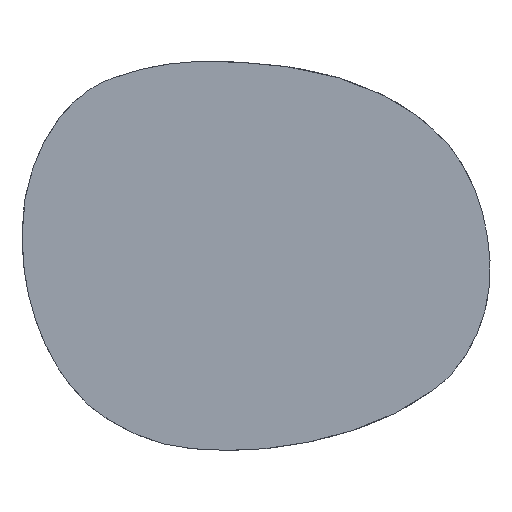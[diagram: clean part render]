
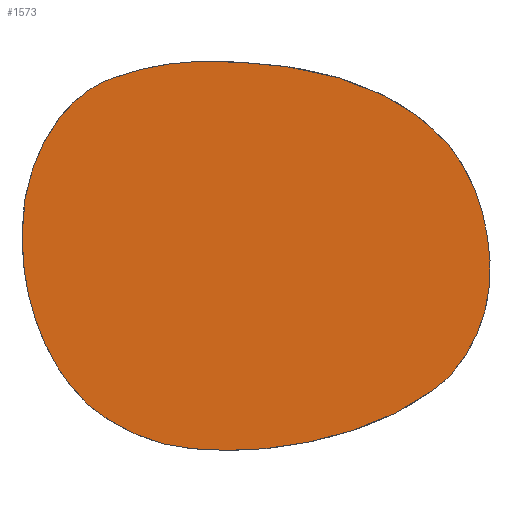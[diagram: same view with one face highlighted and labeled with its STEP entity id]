
A CAD part, front view. The second image highlights one B-rep face of the part: STEP entity #1573.
In plain terms, the highlighted face is planar.
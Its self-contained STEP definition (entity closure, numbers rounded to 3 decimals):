
#485=FACE_OUTER_BOUND('',#588,.T.);
#588=EDGE_LOOP('',(#1391,#1392,#1393,#1394,#1395,#1396,#1397));
#643=B_SPLINE_CURVE_WITH_KNOTS('',3,(#10874,#10875,#10876,#10877,#10878,
#10879,#10880),.UNSPECIFIED.,.F.,.F.,(4,1,1,1,4),(0.,0.236,0.482,
0.736,1.),.UNSPECIFIED.);
#644=B_SPLINE_CURVE_WITH_KNOTS('',3,(#10882,#10883,#10884,#10885,#10886,
#10887,#10888,#10889,#10890,#10891),.UNSPECIFIED.,.F.,.F.,(4,1,1,1,1,1,
1,4),(0.,0.125,0.256,0.393,0.536,
0.685,0.839,1.),.UNSPECIFIED.);
#645=B_SPLINE_CURVE_WITH_KNOTS('',3,(#10893,#10894,#10895,#10896,#10897,
#10898,#10899,#10900,#10901,#10902,#10903,#10904,#10905,#10906,#10907,#10908,
#10909,#10910,#10911,#10912,#10913,#10914,#10915,#10916,#10917,#10918),
 .UNSPECIFIED.,.F.,.F.,(4,1,1,1,1,1,1,1,1,1,1,1,1,1,1,1,1,1,1,1,1,1,1,4),
(0.,0.039,0.079,0.121,0.165,0.213,
0.265,0.321,0.379,0.432,0.481,
0.527,0.571,0.613,0.653,0.694,
0.736,0.779,0.82,0.859,0.895,
0.931,0.965,1.),.UNSPECIFIED.);
#646=B_SPLINE_CURVE_WITH_KNOTS('',3,(#10920,#10921,#10922,#10923,#10924,
#10925,#10926,#10927,#10928),.UNSPECIFIED.,.F.,.F.,(4,1,1,1,1,1,4),(0.,
0.195,0.379,0.551,0.712,0.862,
1.),.UNSPECIFIED.);
#647=B_SPLINE_CURVE_WITH_KNOTS('',3,(#10930,#10931,#10932,#10933,#10934,
#10935),.UNSPECIFIED.,.F.,.F.,(4,1,1,4),(0.,0.314,0.648,
1.),.UNSPECIFIED.);
#648=B_SPLINE_CURVE_WITH_KNOTS('',3,(#10937,#10938,#10939,#10940,#10941,
#10942),.UNSPECIFIED.,.F.,.F.,(4,1,1,4),(0.,0.341,0.675,
1.),.UNSPECIFIED.);
#649=B_SPLINE_CURVE_WITH_KNOTS('',3,(#10943,#10944,#10945,#10946,#10947,
#10948,#10949,#10950,#10951,#10952,#10953,#10954,#10955,#10956,#10957,#10958,
#10959,#10960,#10961,#10962,#10963,#10964,#10965,#10966,#10967,#10968,#10969,
#10970,#10971,#10972,#10973,#10974,#10975,#10976,#10977),.UNSPECIFIED.,
 .F.,.F.,(4,1,1,1,1,1,1,1,1,1,1,1,1,1,1,1,1,1,1,1,1,1,1,1,1,1,1,1,1,1,1,
1,4),(0.,0.026,0.053,0.082,0.112,
0.145,0.178,0.213,0.248,0.285,
0.322,0.361,0.399,0.438,0.477,
0.516,0.554,0.59,0.627,0.66,
0.693,0.724,0.755,0.783,0.811,
0.837,0.862,0.886,0.91,0.933,
0.956,0.978,1.),.UNSPECIFIED.);
#784=VERTEX_POINT('',#10872);
#785=VERTEX_POINT('',#10873);
#786=VERTEX_POINT('',#10881);
#787=VERTEX_POINT('',#10892);
#788=VERTEX_POINT('',#10919);
#789=VERTEX_POINT('',#10929);
#790=VERTEX_POINT('',#10936);
#992=EDGE_CURVE('',#784,#785,#643,.T.);
#993=EDGE_CURVE('',#786,#784,#644,.T.);
#994=EDGE_CURVE('',#787,#786,#645,.T.);
#995=EDGE_CURVE('',#788,#787,#646,.T.);
#996=EDGE_CURVE('',#789,#788,#647,.T.);
#997=EDGE_CURVE('',#790,#789,#648,.T.);
#998=EDGE_CURVE('',#785,#790,#649,.T.);
#1391=ORIENTED_EDGE('',*,*,#992,.F.);
#1392=ORIENTED_EDGE('',*,*,#993,.F.);
#1393=ORIENTED_EDGE('',*,*,#994,.F.);
#1394=ORIENTED_EDGE('',*,*,#995,.F.);
#1395=ORIENTED_EDGE('',*,*,#996,.F.);
#1396=ORIENTED_EDGE('',*,*,#997,.F.);
#1397=ORIENTED_EDGE('',*,*,#998,.F.);
#1490=PLANE('',#1795);
#1573=ADVANCED_FACE('',(#485),#1490,.F.);
#1795=AXIS2_PLACEMENT_3D('',#10871,#2152,#2153);
#2152=DIRECTION('center_axis',(0.,-1.,0.));
#2153=DIRECTION('ref_axis',(1.,0.,0.));
#10871=CARTESIAN_POINT('Origin',(0.,0.,0.));
#10872=CARTESIAN_POINT('',(87.975,0.,87.41));
#10873=CARTESIAN_POINT('',(74.496,0.,126.485));
#10874=CARTESIAN_POINT('Ctrl Pts',(87.975,0.,87.41));
#10875=CARTESIAN_POINT('Ctrl Pts',(87.681,0.,90.679));
#10876=CARTESIAN_POINT('Ctrl Pts',(86.683,0.,97.315));
#10877=CARTESIAN_POINT('Ctrl Pts',(83.949,0.,107.2));
#10878=CARTESIAN_POINT('Ctrl Pts',(79.905,0.,117.041));
#10879=CARTESIAN_POINT('Ctrl Pts',(76.426,0.,123.369));
#10880=CARTESIAN_POINT('Ctrl Pts',(74.496,0.,126.485));
#10881=CARTESIAN_POINT('',(60.444,0.,-26.63));
#10882=CARTESIAN_POINT('Ctrl Pts',(60.444,0.,-26.63));
#10883=CARTESIAN_POINT('Ctrl Pts',(63.374,0.,-22.593));
#10884=CARTESIAN_POINT('Ctrl Pts',(68.839,0.,-13.929));
#10885=CARTESIAN_POINT('Ctrl Pts',(75.576,0.,0.261));
#10886=CARTESIAN_POINT('Ctrl Pts',(80.964,0.,15.757));
#10887=CARTESIAN_POINT('Ctrl Pts',(85.215,0.,32.33));
#10888=CARTESIAN_POINT('Ctrl Pts',(87.974,0.,49.939));
#10889=CARTESIAN_POINT('Ctrl Pts',(89.063,0.,68.439));
#10890=CARTESIAN_POINT('Ctrl Pts',(88.55,0.,81.029));
#10891=CARTESIAN_POINT('Ctrl Pts',(87.975,0.,87.41));
#10892=CARTESIAN_POINT('',(-55.242,0.,-34.309));
#10893=CARTESIAN_POINT('Ctrl Pts',(-55.242,0.,-34.309));
#10894=CARTESIAN_POINT('Ctrl Pts',(-53.976,0.,-35.381));
#10895=CARTESIAN_POINT('Ctrl Pts',(-51.312,0.,-37.466));
#10896=CARTESIAN_POINT('Ctrl Pts',(-47.007,0.,-40.351));
#10897=CARTESIAN_POINT('Ctrl Pts',(-42.288,0.,-43.034));
#10898=CARTESIAN_POINT('Ctrl Pts',(-37.098,0.,-45.511));
#10899=CARTESIAN_POINT('Ctrl Pts',(-31.357,0.,-47.768));
#10900=CARTESIAN_POINT('Ctrl Pts',(-24.989,0.,-49.78));
#10901=CARTESIAN_POINT('Ctrl Pts',(-18.093,0.,-51.467));
#10902=CARTESIAN_POINT('Ctrl Pts',(-11.048,0.,-52.733));
#10903=CARTESIAN_POINT('Ctrl Pts',(-4.249,0.,-53.513));
#10904=CARTESIAN_POINT('Ctrl Pts',(2.103,0.,-53.799));
#10905=CARTESIAN_POINT('Ctrl Pts',(8.054,0.,-53.655));
#10906=CARTESIAN_POINT('Ctrl Pts',(13.667,0.,-53.121));
#10907=CARTESIAN_POINT('Ctrl Pts',(18.986,0.,-52.223));
#10908=CARTESIAN_POINT('Ctrl Pts',(24.096,0.,-50.959));
#10909=CARTESIAN_POINT('Ctrl Pts',(29.123,0.,-49.333));
#10910=CARTESIAN_POINT('Ctrl Pts',(34.132,0.,-47.321));
#10911=CARTESIAN_POINT('Ctrl Pts',(39.006,0.,-44.952));
#10912=CARTESIAN_POINT('Ctrl Pts',(43.555,0.,-42.331));
#10913=CARTESIAN_POINT('Ctrl Pts',(47.658,0.,-39.541));
#10914=CARTESIAN_POINT('Ctrl Pts',(51.346,0.,-36.596));
#10915=CARTESIAN_POINT('Ctrl Pts',(54.695,0.,-33.477));
#10916=CARTESIAN_POINT('Ctrl Pts',(57.736,0.,-30.167));
#10917=CARTESIAN_POINT('Ctrl Pts',(59.575,0.,-27.828));
#10918=CARTESIAN_POINT('Ctrl Pts',(60.444,0.,-26.63));
#10919=CARTESIAN_POINT('',(-92.699,0.,42.385));
#10920=CARTESIAN_POINT('Ctrl Pts',(-92.699,0.,42.385));
#10921=CARTESIAN_POINT('Ctrl Pts',(-91.959,0.,36.756));
#10922=CARTESIAN_POINT('Ctrl Pts',(-89.95,0.,25.892));
#10923=CARTESIAN_POINT('Ctrl Pts',(-85.279,0.,10.527));
#10924=CARTESIAN_POINT('Ctrl Pts',(-79.416,0.,-3.353));
#10925=CARTESIAN_POINT('Ctrl Pts',(-72.381,0.,-15.558));
#10926=CARTESIAN_POINT('Ctrl Pts',(-64.33,0.,-25.876));
#10927=CARTESIAN_POINT('Ctrl Pts',(-58.306,0.,-31.718));
#10928=CARTESIAN_POINT('Ctrl Pts',(-55.242,0.,-34.309));
#10929=CARTESIAN_POINT('',(-95.063,0.,85.552));
#10930=CARTESIAN_POINT('Ctrl Pts',(-95.063,0.,85.552));
#10931=CARTESIAN_POINT('Ctrl Pts',(-95.22,0.,81.022));
#10932=CARTESIAN_POINT('Ctrl Pts',(-95.238,0.,71.675));
#10933=CARTESIAN_POINT('Ctrl Pts',(-94.43,0.,57.266));
#10934=CARTESIAN_POINT('Ctrl Pts',(-93.362,0.,47.426));
#10935=CARTESIAN_POINT('Ctrl Pts',(-92.699,0.,42.385));
#10936=CARTESIAN_POINT('',(-87.208,0.,125.02));
#10937=CARTESIAN_POINT('Ctrl Pts',(-87.208,0.,125.02));
#10938=CARTESIAN_POINT('Ctrl Pts',(-88.789,0.,120.705));
#10939=CARTESIAN_POINT('Ctrl Pts',(-91.494,0.,112.014));
#10940=CARTESIAN_POINT('Ctrl Pts',(-94.124,0.,98.785));
#10941=CARTESIAN_POINT('Ctrl Pts',(-94.912,0.,89.93));
#10942=CARTESIAN_POINT('Ctrl Pts',(-95.063,0.,85.552));
#10943=CARTESIAN_POINT('Ctrl Pts',(74.496,0.,126.485));
#10944=CARTESIAN_POINT('Ctrl Pts',(73.613,0.,127.912));
#10945=CARTESIAN_POINT('Ctrl Pts',(71.743,0.,130.701));
#10946=CARTESIAN_POINT('Ctrl Pts',(68.502,0.,134.85));
#10947=CARTESIAN_POINT('Ctrl Pts',(64.798,0.,138.908));
#10948=CARTESIAN_POINT('Ctrl Pts',(60.482,0.,142.95));
#10949=CARTESIAN_POINT('Ctrl Pts',(55.716,0.,146.761));
#10950=CARTESIAN_POINT('Ctrl Pts',(50.391,0.,150.391));
#10951=CARTESIAN_POINT('Ctrl Pts',(44.691,0.,153.704));
#10952=CARTESIAN_POINT('Ctrl Pts',(38.539,0.,156.741));
#10953=CARTESIAN_POINT('Ctrl Pts',(32.112,0.,159.462));
#10954=CARTESIAN_POINT('Ctrl Pts',(25.34,0.,161.869));
#10955=CARTESIAN_POINT('Ctrl Pts',(18.351,0.,163.885));
#10956=CARTESIAN_POINT('Ctrl Pts',(11.125,0.,165.494));
#10957=CARTESIAN_POINT('Ctrl Pts',(3.773,0.,166.666));
#10958=CARTESIAN_POINT('Ctrl Pts',(-3.635,0.,167.398));
#10959=CARTESIAN_POINT('Ctrl Pts',(-11.029,0.,167.71));
#10960=CARTESIAN_POINT('Ctrl Pts',(-18.255,0.,167.587));
#10961=CARTESIAN_POINT('Ctrl Pts',(-25.325,0.,166.988));
#10962=CARTESIAN_POINT('Ctrl Pts',(-32.026,0.,165.951));
#10963=CARTESIAN_POINT('Ctrl Pts',(-38.46,0.,164.485));
#10964=CARTESIAN_POINT('Ctrl Pts',(-44.43,0.,162.675));
#10965=CARTESIAN_POINT('Ctrl Pts',(-50.096,0.,160.523));
#10966=CARTESIAN_POINT('Ctrl Pts',(-55.289,0.,158.143));
#10967=CARTESIAN_POINT('Ctrl Pts',(-60.174,0.,155.521));
#10968=CARTESIAN_POINT('Ctrl Pts',(-64.611,0.,152.77));
#10969=CARTESIAN_POINT('Ctrl Pts',(-68.723,0.,149.811));
#10970=CARTESIAN_POINT('Ctrl Pts',(-72.412,0.,146.733));
#10971=CARTESIAN_POINT('Ctrl Pts',(-75.781,0.,143.451));
#10972=CARTESIAN_POINT('Ctrl Pts',(-78.762,0.,140.049));
#10973=CARTESIAN_POINT('Ctrl Pts',(-81.41,0.,136.474));
#10974=CARTESIAN_POINT('Ctrl Pts',(-83.692,0.,132.791));
#10975=CARTESIAN_POINT('Ctrl Pts',(-85.642,0.,128.968));
#10976=CARTESIAN_POINT('Ctrl Pts',(-86.722,0.,126.348));
#10977=CARTESIAN_POINT('Ctrl Pts',(-87.208,0.,125.02));
